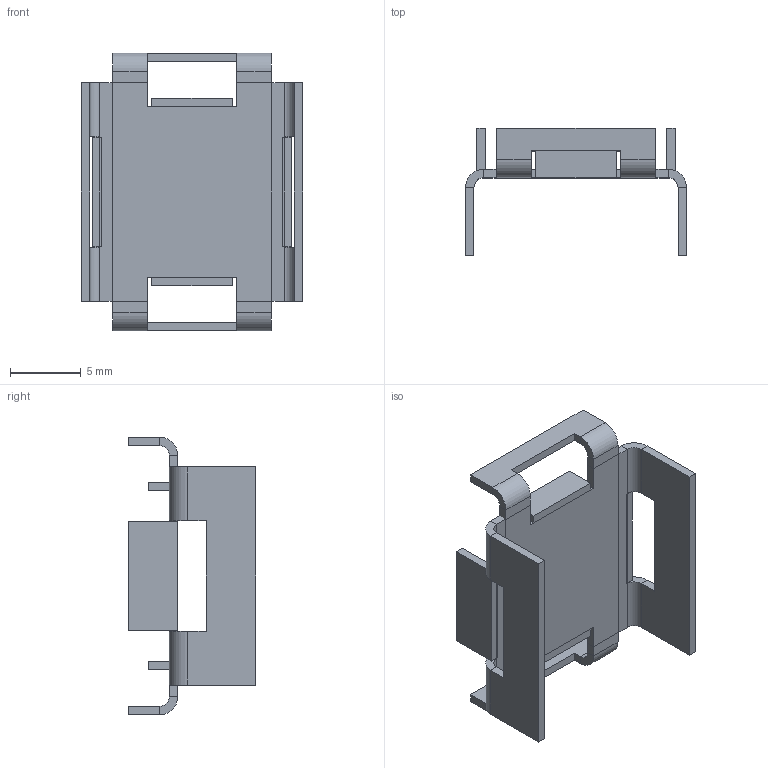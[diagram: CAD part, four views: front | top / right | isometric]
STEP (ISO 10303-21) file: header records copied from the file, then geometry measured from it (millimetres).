
FILE_DESCRIPTION(('FreeCAD Model'),'2;1');
FILE_NAME('Open CASCADE Shape Model','2025-01-22T18:40:42',(''),(''), 'Open CASCADE STEP processor 7.8','FreeCAD','Unknown');
FILE_SCHEMA(('AUTOMOTIVE_DESIGN { 1 0 10303 214 1 1 1 1 }'));
Length unit declared in the file: millimetre
Products named in the file (5): to263heatsink; difference002; union003; union004; difference005
Assembly tree (4 placements, depth 2):
  to263heatsink
    difference002
    union003
    union004
    difference005
Bounding box: 15.6 x 9 x 19.6 mm (x, y, z)
Volume: 374.4 mm3; surface area: 1502 mm2
Topology: 18 solids, 18 shells, 140 faces, 312 edges, 208 vertices
Faces by surface type: plane 124, cylinder 16
Entity records: 4044 total; most frequent: CARTESIAN_POINT 665, DIRECTION 634, ORIENTED_EDGE 624, EDGE_CURVE 312, LINE 280, VECTOR 280, VERTEX_POINT 208, AXIS2_PLACEMENT_3D 177
